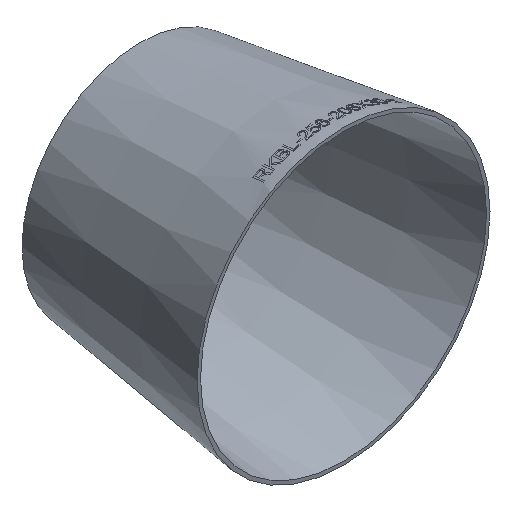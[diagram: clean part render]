
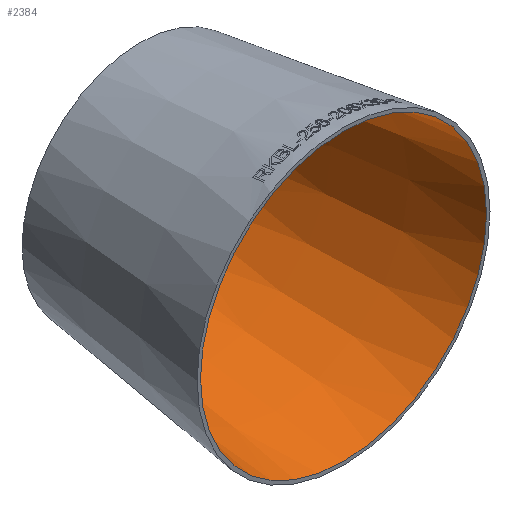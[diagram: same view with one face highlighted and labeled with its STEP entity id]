
A CAD part, isometric view. The second image highlights one B-rep face of the part: STEP entity #2384.
In plain terms, the highlighted conical face has half-angle 7.995 degrees and reference radius 124.971 mm.
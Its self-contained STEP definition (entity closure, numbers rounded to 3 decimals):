
#872 = VERTEX_POINT ( 'NONE', #1299 ) ;
#1299 = CARTESIAN_POINT ( 'NONE',  ( 0., 0., -124.971 ) ) ;
#2311 = CARTESIAN_POINT ( 'NONE',  ( 0., 178., 0. ) ) ;
#2384 = ADVANCED_FACE ( 'NONE', ( #10316, #16737 ), #39302, .F. ) ;
#3488 = DIRECTION ( 'NONE',  ( 0., 0., -1. ) ) ;
#4322 = CARTESIAN_POINT ( 'NONE',  ( 0., 0., 0. ) ) ;
#4636 = CARTESIAN_POINT ( 'NONE',  ( 0., 178., -99.971 ) ) ;
#8170 = EDGE_LOOP ( 'NONE', ( #11622 ) ) ;
#10316 = FACE_BOUND ( 'NONE', #40546, .T. ) ;
#11622 = ORIENTED_EDGE ( 'NONE', *, *, #12259, .T. ) ;
#12259 = EDGE_CURVE ( 'NONE', #872, #872, #30469, .T. ) ;
#16737 = FACE_OUTER_BOUND ( 'NONE', #8170, .T. ) ;
#19156 = AXIS2_PLACEMENT_3D ( 'NONE', #20920, #23835, #36959 ) ;
#20300 = ORIENTED_EDGE ( 'NONE', *, *, #27218, .F. ) ;
#20392 = VERTEX_POINT ( 'NONE', #4636 ) ;
#20920 = CARTESIAN_POINT ( 'NONE',  ( 0., 0., 0. ) ) ;
#21193 = DIRECTION ( 'NONE',  ( 0., 0., -1. ) ) ;
#23835 = DIRECTION ( 'NONE',  ( 0., -1., 0. ) ) ;
#24306 = DIRECTION ( 'NONE',  ( 0., -1., 0. ) ) ;
#27218 = EDGE_CURVE ( 'NONE', #20392, #20392, #39404, .T. ) ;
#28578 = DIRECTION ( 'NONE',  ( 0., -1., 0. ) ) ;
#30469 = CIRCLE ( 'NONE', #19156, 124.971 ) ;
#31939 = AXIS2_PLACEMENT_3D ( 'NONE', #4322, #28578, #3488 ) ;
#36959 = DIRECTION ( 'NONE',  ( 0., 0., -1. ) ) ;
#39302 = CONICAL_SURFACE ( 'NONE', #31939, 124.971, 0.14 ) ;
#39313 = AXIS2_PLACEMENT_3D ( 'NONE', #2311, #24306, #21193 ) ;
#39404 = CIRCLE ( 'NONE', #39313, 99.971 ) ;
#40546 = EDGE_LOOP ( 'NONE', ( #20300 ) ) ;
